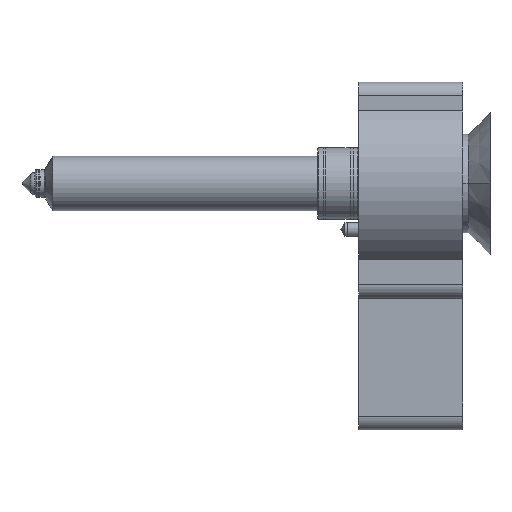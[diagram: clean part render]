
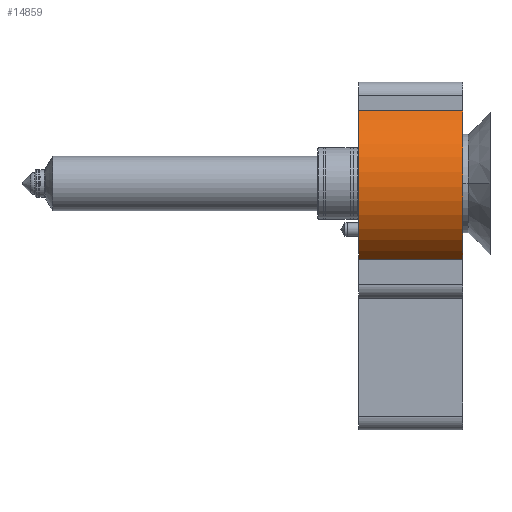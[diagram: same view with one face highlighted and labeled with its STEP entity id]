
A CAD part, top view. The second image highlights one B-rep face of the part: STEP entity #14859.
In plain terms, the highlighted cylindrical face has radius 32 mm (diameter 64 mm), a partial arc.
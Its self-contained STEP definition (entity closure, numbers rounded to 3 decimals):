
#1324 = CARTESIAN_POINT ( 'NONE',  ( 0., 0., 0. ) ) ;
#1406 = CARTESIAN_POINT ( 'NONE',  ( 0., 0., -38. ) ) ;
#2733 = EDGE_CURVE ( 'NONE', #5670, #14930, #3935, .T. ) ;
#2784 = VERTEX_POINT ( 'NONE', #8666 ) ;
#3615 = LINE ( 'NONE', #12227, #20204 ) ;
#3935 = CIRCLE ( 'NONE', #15226, 32. ) ;
#4120 = EDGE_CURVE ( 'NONE', #2784, #5776, #5410, .T. ) ;
#4231 = FACE_OUTER_BOUND ( 'NONE', #5731, .T. ) ;
#4873 = EDGE_CURVE ( 'NONE', #14930, #5776, #3615, .T. ) ;
#5402 = AXIS2_PLACEMENT_3D ( 'NONE', #1406, #6097, #11029 ) ;
#5410 = CIRCLE ( 'NONE', #6043, 32. ) ;
#5496 = CARTESIAN_POINT ( 'NONE',  ( -18., -26.458, 0. ) ) ;
#5670 = VERTEX_POINT ( 'NONE', #6765 ) ;
#5731 = EDGE_LOOP ( 'NONE', ( #19548, #14383, #7265, #7347 ) ) ;
#5776 = VERTEX_POINT ( 'NONE', #5496 ) ;
#6005 = DIRECTION ( 'NONE',  ( 1., 0., 0. ) ) ;
#6043 = AXIS2_PLACEMENT_3D ( 'NONE', #1324, #17399, #6005 ) ;
#6097 = DIRECTION ( 'NONE',  ( 0., 0., 1. ) ) ;
#6765 = CARTESIAN_POINT ( 'NONE',  ( -16., 27.713, -38. ) ) ;
#7265 = ORIENTED_EDGE ( 'NONE', *, *, #2733, .T. ) ;
#7347 = ORIENTED_EDGE ( 'NONE', *, *, #4873, .T. ) ;
#8335 = LINE ( 'NONE', #8705, #10355 ) ;
#8666 = CARTESIAN_POINT ( 'NONE',  ( -16., 27.713, 0. ) ) ;
#8705 = CARTESIAN_POINT ( 'NONE',  ( -16., 27.713, -38. ) ) ;
#8731 = CARTESIAN_POINT ( 'NONE',  ( 0., 0., -38. ) ) ;
#9768 = CYLINDRICAL_SURFACE ( 'NONE', #5402, 32. ) ;
#10355 = VECTOR ( 'NONE', #18343, 1000. ) ;
#11029 = DIRECTION ( 'NONE',  ( 1., 0., 0. ) ) ;
#12227 = CARTESIAN_POINT ( 'NONE',  ( -18., -26.458, -38. ) ) ;
#13493 = DIRECTION ( 'NONE',  ( 0., 0., 1. ) ) ;
#13797 = DIRECTION ( 'NONE',  ( 0., 0., 1. ) ) ;
#14383 = ORIENTED_EDGE ( 'NONE', *, *, #20211, .F. ) ;
#14859 = ADVANCED_FACE ( 'NONE', ( #4231 ), #9768, .T. ) ;
#14930 = VERTEX_POINT ( 'NONE', #20345 ) ;
#15226 = AXIS2_PLACEMENT_3D ( 'NONE', #8731, #13493, #16837 ) ;
#16837 = DIRECTION ( 'NONE',  ( 1., 0., 0. ) ) ;
#17399 = DIRECTION ( 'NONE',  ( 0., 0., 1. ) ) ;
#18343 = DIRECTION ( 'NONE',  ( 0., 0., 1. ) ) ;
#19548 = ORIENTED_EDGE ( 'NONE', *, *, #4120, .F. ) ;
#20204 = VECTOR ( 'NONE', #13797, 1000. ) ;
#20211 = EDGE_CURVE ( 'NONE', #5670, #2784, #8335, .T. ) ;
#20345 = CARTESIAN_POINT ( 'NONE',  ( -18., -26.458, -38. ) ) ;
